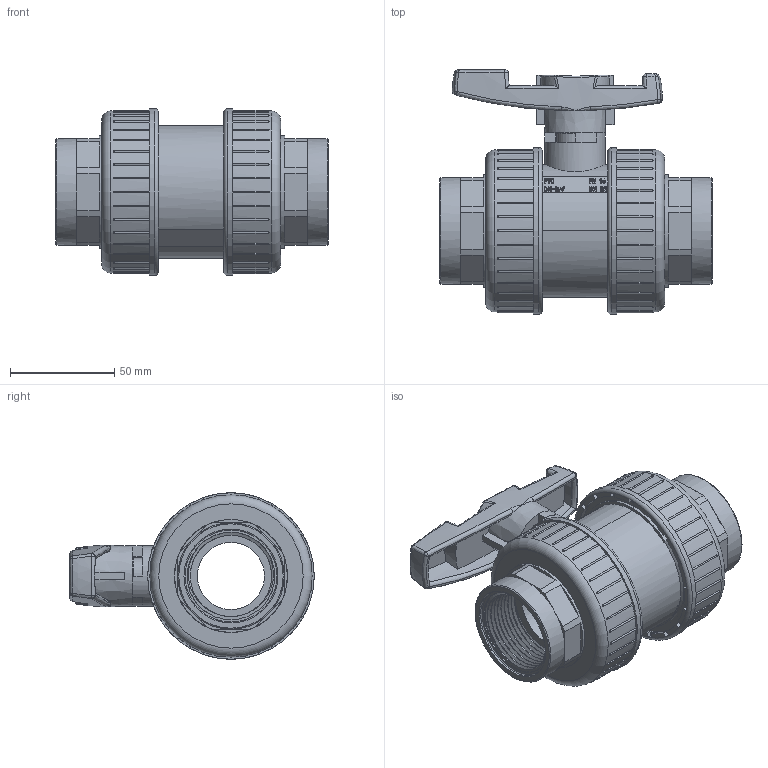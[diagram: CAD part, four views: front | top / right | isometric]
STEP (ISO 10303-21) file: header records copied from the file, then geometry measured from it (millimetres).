
FILE_DESCRIPTION(/* description */ (''),/* implementation_level */ '2;1');
FILE_NAME(/* name */ 'AK0972.000.040.step',/* time_stamp */ '2025-12-30T09:26:56+01:00',/* author */ (''),/* organization */ (''),/* preprocessor_version */ 'ST-DEVELOPER v20.1',/* originating_system */ 'Autodesk Translation Framework v14.21.0.0',/* authorisation */ '');
FILE_SCHEMA (('AUTOMOTIVE_DESIGN { 1 0 10303 214 3 1 1 }'));
Products named in the file (1): 2025-12-30-08-12-21-402
Bounding box: 130.3 x 117.02 x 79.71 mm (x, y, z)
Volume: 336453.4 mm3; surface area: 152335.9 mm2
Topology: 16 solids, 16 shells, 1200 faces, 3308 edges, 2157 vertices
Faces by surface type: plane 584, cylinder 295, bspline 173, sphere 85, torus 56, cone 7
Full cylindrical faces by diameter (mm): 1.721 x1, 2.295 x1, 14.416 x4, 17.808 x3, 18.656 x1, 19.504 x2, 21.2 x1, 28.947 x1, 32.1 x2, 32.224 x1, 33.072 x2, 33.92 x2, 38.33 x3, 38.952 x16, 39.008 x1, 39.856 x3, 41.91 x16, 42.909 x3, 43.248 x1, 45 x2, 47.064 x1, 47.607 x3, 50.371 x3, 51 x2, 52.152 x1, 54 x2, 54.272 x2, 55.12 x1, 55.968 x4, 56.307 x1
Entity records: 67786 total; most frequent: CARTESIAN_POINT 38127, ORIENTED_EDGE 6518, DIRECTION 5770, EDGE_CURVE 3259, VERTEX_POINT 2157, AXIS2_PLACEMENT_3D 2126, LINE 1518, VECTOR 1518
